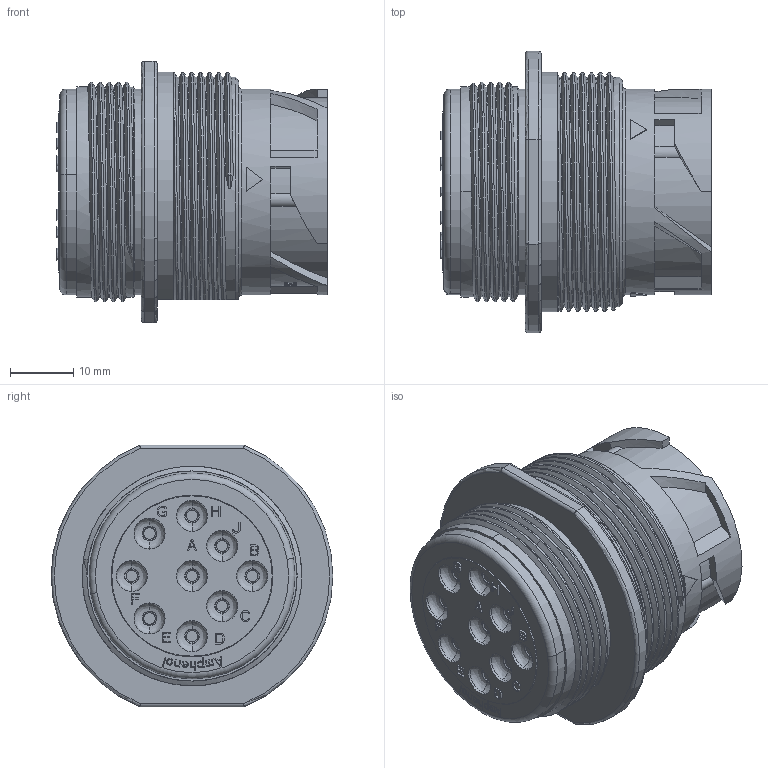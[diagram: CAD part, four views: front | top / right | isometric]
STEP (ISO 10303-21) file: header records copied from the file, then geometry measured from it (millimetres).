
FILE_DESCRIPTION((''),'2;1');
FILE_NAME('PL000609','2019-07-08T',('rookie.he'),(''),'PRO/ENGINEER BY PARAMETRIC TECHNOLOGY CORPORATION, 2013230','PRO/ENGINEER BY PARAMETRIC TECHNOLOGY CORPORATION, 2013230','');
FILE_SCHEMA(('CONFIG_CONTROL_DESIGN'));
Length unit declared in the file: millimetre
Products named in the file (1): PL000609
Bounding box: 42.65 x 44.45 x 41.28 mm (x, y, z)
Volume: 38301.3 mm3; surface area: 9526.3 mm2
Topology: 1 solids, 1 shells, 977 faces, 2646 edges, 1749 vertices
Faces by surface type: plane 776, cylinder 88, bspline 82, torus 26, cone 5
Entity records: 39443 total; most frequent: CARTESIAN_POINT 15111, ORIENTED_EDGE 5292, DIRECTION 4536, EDGE_CURVE 2646, VECTOR 2206, LINE 2206, VERTEX_POINT 1749, AXIS2_PLACEMENT_3D 1165
